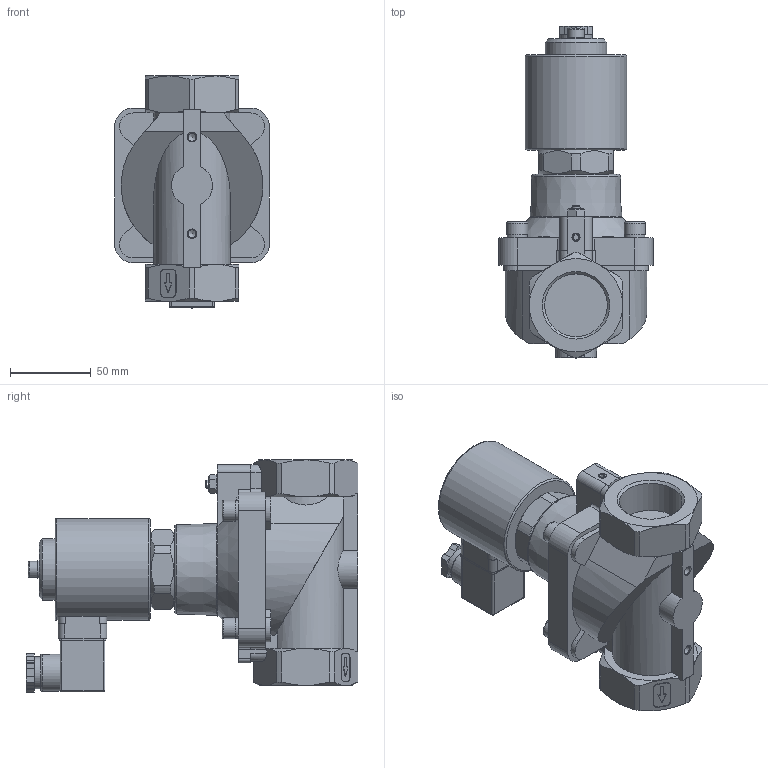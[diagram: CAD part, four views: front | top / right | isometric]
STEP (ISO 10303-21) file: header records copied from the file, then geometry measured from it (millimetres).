
FILE_DESCRIPTION(/* description */ ('STEP AP214'),/* implementation_level */ '2;1');
FILE_NAME(/* name */ '1492155_VZWF-L-M22C-G114-400-V-1P4-10-R1',/* time_stamp */ '2024-09-18T09:30:19+02:00',/* author */ ('License CC BY-ND 4.0'),/* organization */ ('CADENAS'),/* preprocessor_version */ 'ST-DEVELOPER v19.3',/* originating_system */ 'PARTsolutions',/* authorisation */ ' ');
FILE_SCHEMA (('AUTOMOTIVE_DESIGN {1 0 10303 214 3 1 1}'));
Length unit declared in the file: millimetre
Products named in the file (4): 1492155 VZWF-L-M22C-G114-400-V-1P4-10-R1; 1001800 VZWF-L-M22C-G114-400-V-1P4-10-R1-G; 1002015 VACN-G2P-A1-1; 550067 MSSD-N---(0)
Assembly tree (3 placements, depth 2):
  1492155 VZWF-L-M22C-G114-400-V-1P4-10-R1
    1001800 VZWF-L-M22C-G114-400-V-1P4-10-R1-G
    1002015 VACN-G2P-A1-1
    550067 MSSD-N---(0)
Bounding box: 96 x 206.05 x 144.15 mm (x, y, z)
Volume: 905820.7 mm3; surface area: 111506.7 mm2
Topology: 3 solids, 3 shells, 563 faces, 1455 edges, 956 vertices
Faces by surface type: plane 386, cylinder 139, cone 27, torus 11
Full cylindrical faces by diameter (mm): 2.459 x1, 3 x1, 3.5 x4, 4.917 x2, 5 x2, 6.2 x1, 6.3 x4, 6.6 x1, 7 x1, 7.7 x1, 8.5 x1, 10 x1, 11 x2, 12.7 x4, 13 x4, 20 x1, 23 x1, 28 x3, 28.5 x1, 37.97 x1, 38.952 x2, 63 x1
Entity records: 18876 total; most frequent: CARTESIAN_POINT 3247, DIRECTION 2775, ORIENTED_EDGE 2742, EDGE_CURVE 1371, LINE 951, VECTOR 951, VERTEX_POINT 944, AXIS2_PLACEMENT_3D 912
